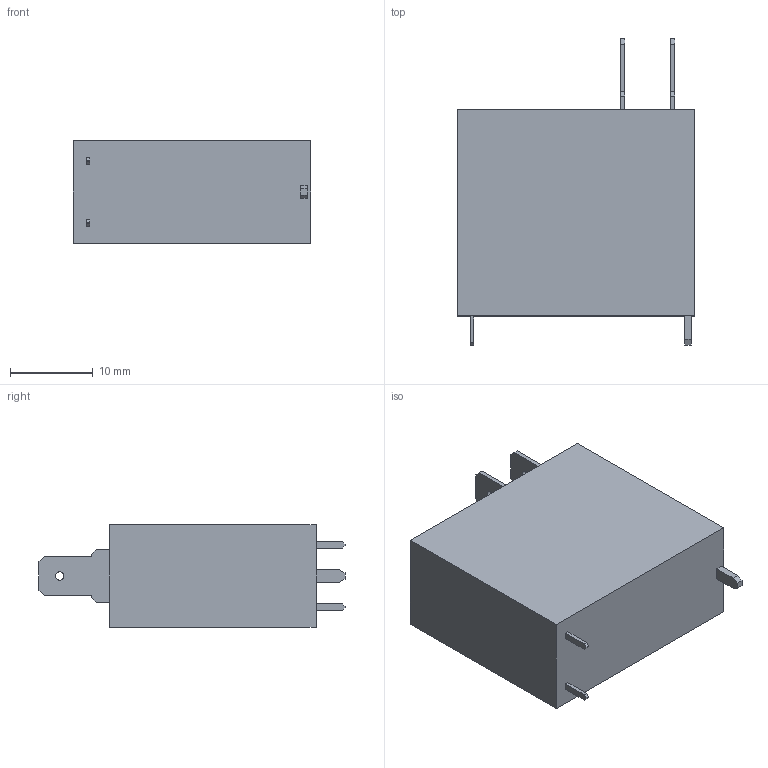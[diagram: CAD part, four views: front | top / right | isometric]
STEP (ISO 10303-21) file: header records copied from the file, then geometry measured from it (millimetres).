
FILE_DESCRIPTION (( 'STEP AP214' ), '1' );
FILE_NAME ('rele ale12b12.STEP', '2021-04-20T15:42:47', ( '' ), ( '' ), 'SwSTEP 2.0', 'SolidWorks 2020', '' );
FILE_SCHEMA (( 'AUTOMOTIVE_DESIGN' ));
Length unit declared in the file: millimetre
Products named in the file (1): rele ale12b12
Bounding box: 28.6 x 36.9 x 12.4 mm (x, y, z)
Volume: 8878.9 mm3; surface area: 2970 mm2
Topology: 1 solids, 1 shells, 57 faces, 150 edges, 100 vertices
Faces by surface type: plane 53, cylinder 4
Entity records: 2335 total; most frequent: CARTESIAN_POINT 308, ORIENTED_EDGE 300, DIRECTION 274, EDGE_CURVE 150, VECTOR 142, LINE 142, VERTEX_POINT 100, AXIS2_PLACEMENT_3D 66
